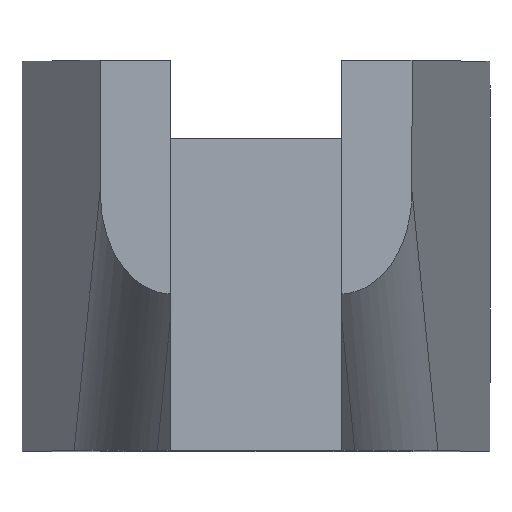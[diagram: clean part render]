
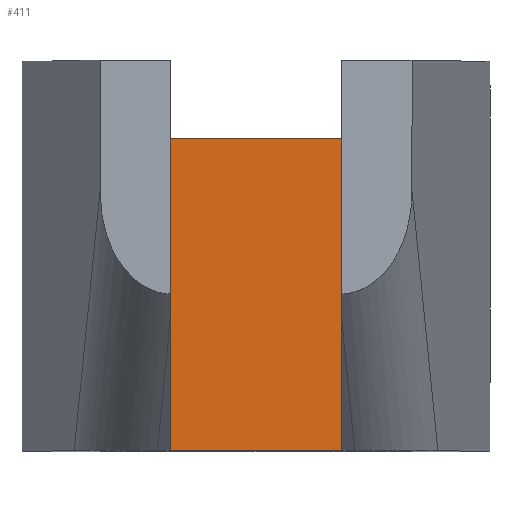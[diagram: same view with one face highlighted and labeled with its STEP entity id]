
A CAD part, top view. The second image highlights one B-rep face of the part: STEP entity #411.
In plain terms, the highlighted planar face has unit normal (0, 0, 1).
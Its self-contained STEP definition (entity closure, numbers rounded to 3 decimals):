
#7 = DIRECTION ( 'NONE',  ( 0., 1., 0. ) ) ;
#45 = LINE ( 'NONE', #945, #76 ) ;
#50 = ORIENTED_EDGE ( 'NONE', *, *, #1150, .T. ) ;
#76 = VECTOR ( 'NONE', #1186, 1000. ) ;
#131 = LINE ( 'NONE', #1354, #388 ) ;
#150 = DIRECTION ( 'NONE',  ( 1., 0., 0. ) ) ;
#155 = VERTEX_POINT ( 'NONE', #1311 ) ;
#175 = EDGE_CURVE ( 'NONE', #498, #1350, #45, .T. ) ;
#224 = PLANE ( 'NONE',  #808 ) ;
#256 = CARTESIAN_POINT ( 'NONE',  ( 1.1, 0., 3. ) ) ;
#386 = DIRECTION ( 'NONE',  ( 0., 0., 1. ) ) ;
#388 = VECTOR ( 'NONE', #894, 1000. ) ;
#411 = ADVANCED_FACE ( 'NONE', ( #1095 ), #224, .T. ) ;
#495 = CARTESIAN_POINT ( 'NONE',  ( 1.1, 4., 3. ) ) ;
#498 = VERTEX_POINT ( 'NONE', #660 ) ;
#520 = ORIENTED_EDGE ( 'NONE', *, *, #175, .T. ) ;
#530 = LINE ( 'NONE', #1023, #792 ) ;
#660 = CARTESIAN_POINT ( 'NONE',  ( -1.1, 0., 3. ) ) ;
#751 = LINE ( 'NONE', #1176, #1022 ) ;
#762 = VERTEX_POINT ( 'NONE', #495 ) ;
#792 = VECTOR ( 'NONE', #7, 1000. ) ;
#801 = ORIENTED_EDGE ( 'NONE', *, *, #1072, .F. ) ;
#804 = CARTESIAN_POINT ( 'NONE',  ( 0., 0., 3. ) ) ;
#808 = AXIS2_PLACEMENT_3D ( 'NONE', #804, #386, #1154 ) ;
#894 = DIRECTION ( 'NONE',  ( 0., 1., 0. ) ) ;
#945 = CARTESIAN_POINT ( 'NONE',  ( 0., 0., 3. ) ) ;
#1022 = VECTOR ( 'NONE', #150, 1000. ) ;
#1023 = CARTESIAN_POINT ( 'NONE',  ( 1.1, 0., 3. ) ) ;
#1072 = EDGE_CURVE ( 'NONE', #155, #762, #751, .T. ) ;
#1084 = ORIENTED_EDGE ( 'NONE', *, *, #1197, .F. ) ;
#1095 = FACE_OUTER_BOUND ( 'NONE', #1456, .T. ) ;
#1150 = EDGE_CURVE ( 'NONE', #1350, #762, #530, .T. ) ;
#1154 = DIRECTION ( 'NONE',  ( 1., 0., 0. ) ) ;
#1176 = CARTESIAN_POINT ( 'NONE',  ( 0., 4., 3. ) ) ;
#1186 = DIRECTION ( 'NONE',  ( 1., 0., 0. ) ) ;
#1197 = EDGE_CURVE ( 'NONE', #498, #155, #131, .T. ) ;
#1311 = CARTESIAN_POINT ( 'NONE',  ( -1.1, 4., 3. ) ) ;
#1350 = VERTEX_POINT ( 'NONE', #256 ) ;
#1354 = CARTESIAN_POINT ( 'NONE',  ( -1.1, 0., 3. ) ) ;
#1456 = EDGE_LOOP ( 'NONE', ( #50, #801, #1084, #520 ) ) ;
